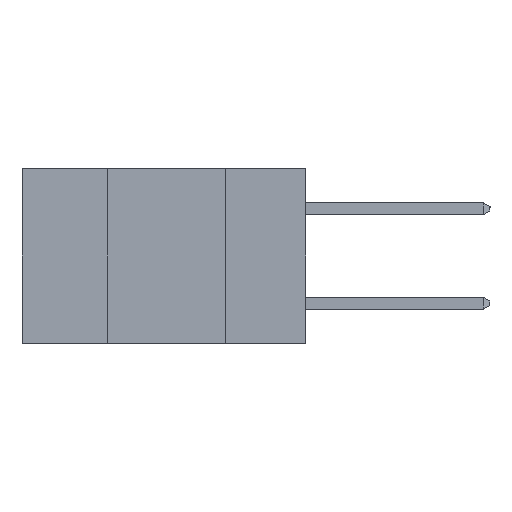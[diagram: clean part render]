
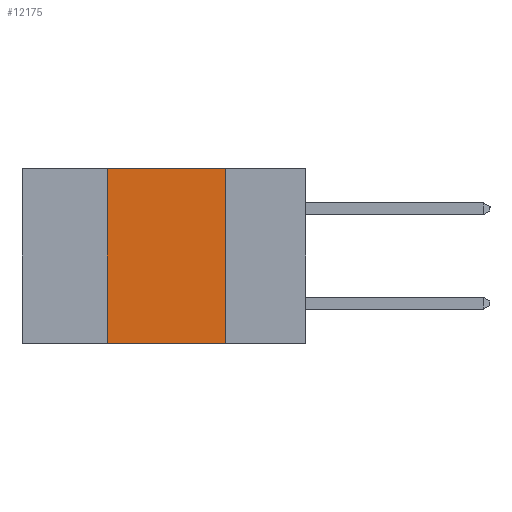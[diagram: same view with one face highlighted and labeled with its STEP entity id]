
A CAD part, left-side view. The second image highlights one B-rep face of the part: STEP entity #12175.
In plain terms, the highlighted planar face has unit normal (-1, 0, 0).
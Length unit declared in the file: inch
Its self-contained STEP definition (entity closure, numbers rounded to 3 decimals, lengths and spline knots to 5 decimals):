
#710 = CARTESIAN_POINT ( 'NONE',  ( 0., 0.42, 0. ) ) ;
#803 = AXIS2_PLACEMENT_3D ( 'NONE', #2755, #7817, #12878 ) ;
#1126 = ORIENTED_EDGE ( 'NONE', *, *, #15121, .T. ) ;
#1263 = LINE ( 'NONE', #16087, #2714 ) ;
#2714 = VECTOR ( 'NONE', #12735, 39.37008 ) ;
#2755 = CARTESIAN_POINT ( 'NONE',  ( 0., 0.6, 0. ) ) ;
#3137 = PLANE ( 'NONE',  #803 ) ;
#5266 = VERTEX_POINT ( 'NONE', #9090 ) ;
#5871 = DIRECTION ( 'NONE',  ( 0., -1., 0. ) ) ;
#6067 = VECTOR ( 'NONE', #15334, 39.37008 ) ;
#6213 = ORIENTED_EDGE ( 'NONE', *, *, #8774, .F. ) ;
#6885 = FACE_OUTER_BOUND ( 'NONE', #16189, .T. ) ;
#6912 = VECTOR ( 'NONE', #5871, 39.37008 ) ;
#7314 = CARTESIAN_POINT ( 'NONE',  ( 0., 0.6, -0.37 ) ) ;
#7532 = LINE ( 'NONE', #8863, #6067 ) ;
#7813 = VERTEX_POINT ( 'NONE', #710 ) ;
#7817 = DIRECTION ( 'NONE',  ( 1., 0., 0. ) ) ;
#8099 = ORIENTED_EDGE ( 'NONE', *, *, #14278, .F. ) ;
#8678 = CARTESIAN_POINT ( 'NONE',  ( 0., 0.17, -0.37 ) ) ;
#8774 = EDGE_CURVE ( 'NONE', #14118, #12874, #7532, .T. ) ;
#8863 = CARTESIAN_POINT ( 'NONE',  ( 0., 0.17, -0.37 ) ) ;
#9090 = CARTESIAN_POINT ( 'NONE',  ( 0., 0.42, -0.37 ) ) ;
#10128 = ORIENTED_EDGE ( 'NONE', *, *, #12703, .F. ) ;
#10790 = CARTESIAN_POINT ( 'NONE',  ( 0., 0.17, 0. ) ) ;
#12175 = ADVANCED_FACE ( 'NONE', ( #6885 ), #3137, .F. ) ;
#12381 = DIRECTION ( 'NONE',  ( 0., -1., 0. ) ) ;
#12528 = VECTOR ( 'NONE', #12381, 39.37008 ) ;
#12703 = EDGE_CURVE ( 'NONE', #7813, #14118, #14576, .T. ) ;
#12735 = DIRECTION ( 'NONE',  ( 0., 0., 1. ) ) ;
#12874 = VERTEX_POINT ( 'NONE', #8678 ) ;
#12878 = DIRECTION ( 'NONE',  ( 0., 0., -1. ) ) ;
#13405 = CARTESIAN_POINT ( 'NONE',  ( 0., 0.6, 0. ) ) ;
#14118 = VERTEX_POINT ( 'NONE', #10790 ) ;
#14278 = EDGE_CURVE ( 'NONE', #5266, #7813, #1263, .T. ) ;
#14576 = LINE ( 'NONE', #13405, #6912 ) ;
#15110 = LINE ( 'NONE', #7314, #12528 ) ;
#15121 = EDGE_CURVE ( 'NONE', #5266, #12874, #15110, .T. ) ;
#15334 = DIRECTION ( 'NONE',  ( 0., 0., -1. ) ) ;
#16087 = CARTESIAN_POINT ( 'NONE',  ( 0., 0.42, -0.37 ) ) ;
#16189 = EDGE_LOOP ( 'NONE', ( #6213, #10128, #8099, #1126 ) ) ;
